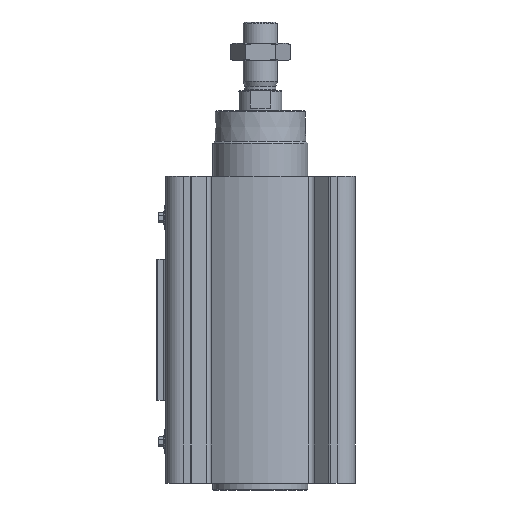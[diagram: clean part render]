
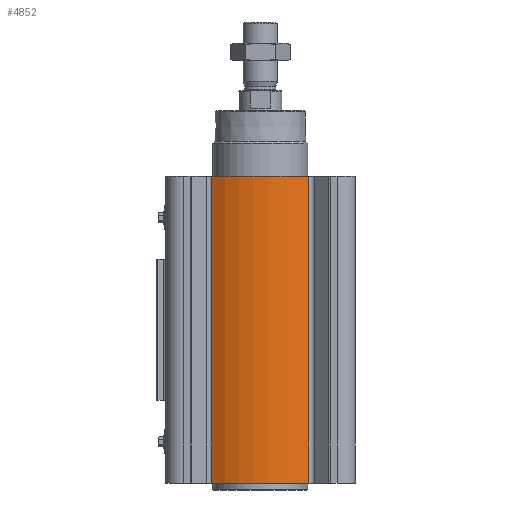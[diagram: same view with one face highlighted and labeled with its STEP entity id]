
A CAD part, left-side view. The second image highlights one B-rep face of the part: STEP entity #4852.
In plain terms, the highlighted cylindrical face has radius 53.8 mm (diameter 107.6 mm), a partial arc.
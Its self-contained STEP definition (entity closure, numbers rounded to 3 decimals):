
#133=LINE('',#6967,#342);
#134=LINE('',#6969,#343);
#342=VECTOR('',#5717,1000.);
#343=VECTOR('',#5720,1000.);
#664=CIRCLE('',#5125,53.8);
#684=CIRCLE('',#5153,53.8);
#961=ORIENTED_EDGE('',*,*,#1772,.T.);
#962=ORIENTED_EDGE('',*,*,#1839,.F.);
#963=ORIENTED_EDGE('',*,*,#1808,.F.);
#964=ORIENTED_EDGE('',*,*,#1838,.T.);
#1772=EDGE_CURVE('',#2221,#2220,#664,.T.);
#1808=EDGE_CURVE('',#2247,#2248,#684,.T.);
#1838=EDGE_CURVE('',#2247,#2221,#133,.T.);
#1839=EDGE_CURVE('',#2248,#2220,#134,.T.);
#2220=VERTEX_POINT('',#6836);
#2221=VERTEX_POINT('',#6838);
#2247=VERTEX_POINT('',#6907);
#2248=VERTEX_POINT('',#6909);
#2602=EDGE_LOOP('',(#961,#962,#963,#964));
#2967=FACE_BOUND('',#2602,.T.);
#3299=CYLINDRICAL_SURFACE('',#5173,53.8);
#4852=ADVANCED_FACE('',(#2967),#3299,.T.);
#5125=AXIS2_PLACEMENT_3D('',#6837,#5591,#5592);
#5153=AXIS2_PLACEMENT_3D('',#6908,#5663,#5664);
#5173=AXIS2_PLACEMENT_3D('',#6968,#5718,#5719);
#5591=DIRECTION('',(0.,0.,1.));
#5592=DIRECTION('',(1.,0.,0.));
#5663=DIRECTION('',(0.,0.,1.));
#5664=DIRECTION('',(1.,0.,0.));
#5717=DIRECTION('',(0.,0.,-1.));
#5718=DIRECTION('',(0.,0.,-1.));
#5719=DIRECTION('',(-1.,0.,0.));
#5720=DIRECTION('',(0.,0.,-1.));
#6836=CARTESIAN_POINT('',(-45.798,-28.23,-178.));
#6837=CARTESIAN_POINT('',(0.,0.,-178.));
#6838=CARTESIAN_POINT('',(-45.798,28.23,-178.));
#6907=CARTESIAN_POINT('',(-45.798,28.23,0.));
#6908=CARTESIAN_POINT('',(0.,0.,0.));
#6909=CARTESIAN_POINT('',(-45.798,-28.23,0.));
#6967=CARTESIAN_POINT('',(-45.798,28.23,0.));
#6968=CARTESIAN_POINT('',(0.,0.,0.));
#6969=CARTESIAN_POINT('',(-45.798,-28.23,0.));
